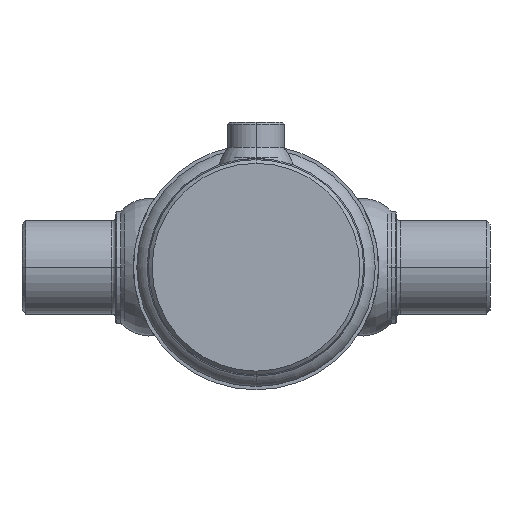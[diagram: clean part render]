
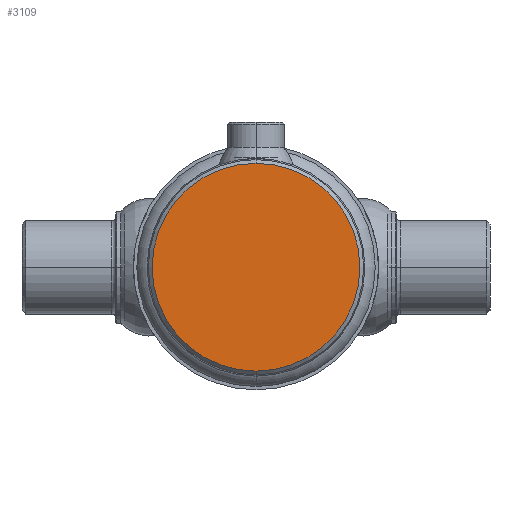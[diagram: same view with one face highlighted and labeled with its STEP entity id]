
A CAD part, left-side view. The second image highlights one B-rep face of the part: STEP entity #3109.
In plain terms, the highlighted planar face has unit normal (-1, 0, 0).
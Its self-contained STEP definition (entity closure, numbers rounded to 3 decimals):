
#100 = FACE_OUTER_BOUND ( 'NONE', #1929, .T. ) ;
#206 = EDGE_CURVE ( 'NONE', #2351, #3135, #1022, .T. ) ;
#319 = CARTESIAN_POINT ( 'NONE',  ( 0., 0., -55.5 ) ) ;
#828 = ORIENTED_EDGE ( 'NONE', *, *, #206, .T. ) ;
#838 = DIRECTION ( 'NONE',  ( 0., 0., -1. ) ) ;
#851 = AXIS2_PLACEMENT_3D ( 'NONE', #2636, #3198, #838 ) ;
#912 = DIRECTION ( 'NONE',  ( 1., 0., 0. ) ) ;
#1022 = CIRCLE ( 'NONE', #851, 55.5 ) ;
#1056 = AXIS2_PLACEMENT_3D ( 'NONE', #3222, #1383, #3473 ) ;
#1203 = CARTESIAN_POINT ( 'NONE',  ( 0., 0., 55.5 ) ) ;
#1383 = DIRECTION ( 'NONE',  ( -1., 0., 0. ) ) ;
#1468 = AXIS2_PLACEMENT_3D ( 'NONE', #2722, #912, #3011 ) ;
#1929 = EDGE_LOOP ( 'NONE', ( #2299, #828 ) ) ;
#2116 = PLANE ( 'NONE',  #1468 ) ;
#2299 = ORIENTED_EDGE ( 'NONE', *, *, #3868, .T. ) ;
#2351 = VERTEX_POINT ( 'NONE', #1203 ) ;
#2636 = CARTESIAN_POINT ( 'NONE',  ( 0., 0., 0. ) ) ;
#2722 = CARTESIAN_POINT ( 'NONE',  ( 0., 0., 0. ) ) ;
#3011 = DIRECTION ( 'NONE',  ( 0., 0., -1. ) ) ;
#3026 = CIRCLE ( 'NONE', #1056, 55.5 ) ;
#3109 = ADVANCED_FACE ( 'NONE', ( #100 ), #2116, .F. ) ;
#3135 = VERTEX_POINT ( 'NONE', #319 ) ;
#3198 = DIRECTION ( 'NONE',  ( -1., 0., 0. ) ) ;
#3222 = CARTESIAN_POINT ( 'NONE',  ( 0., 0., 0. ) ) ;
#3473 = DIRECTION ( 'NONE',  ( 0., 0., -1. ) ) ;
#3868 = EDGE_CURVE ( 'NONE', #3135, #2351, #3026, .T. ) ;
